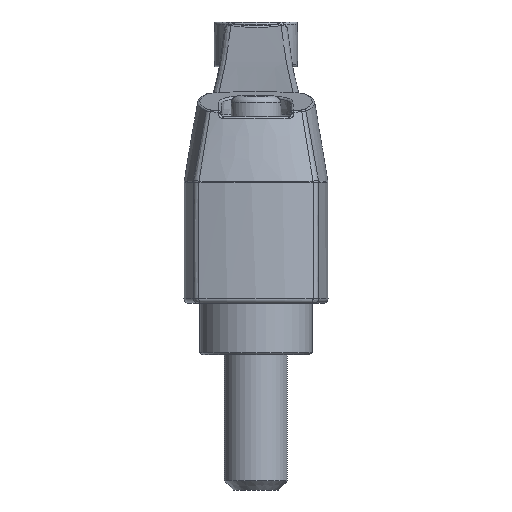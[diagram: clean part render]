
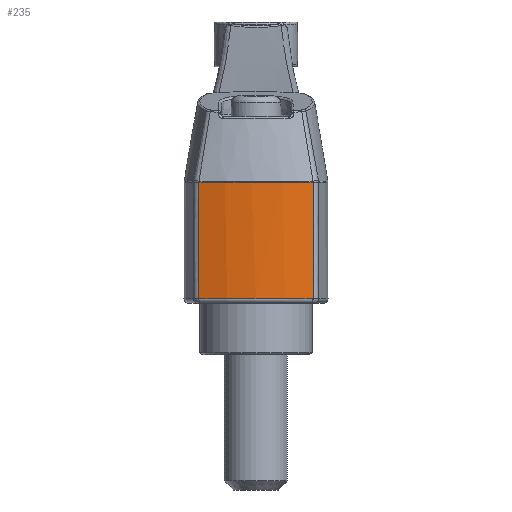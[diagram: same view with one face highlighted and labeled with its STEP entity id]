
A CAD part, left-side view. The second image highlights one B-rep face of the part: STEP entity #235.
In plain terms, the highlighted cylindrical face has radius 39.985 mm (diameter 79.97 mm), a partial arc.
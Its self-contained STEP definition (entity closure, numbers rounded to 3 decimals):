
#235 = ADVANCED_FACE( '', ( #568 ), #569, .T. );
#568 = FACE_OUTER_BOUND( '', #3851, .T. );
#569 = CYLINDRICAL_SURFACE( '', #3852, 39.985 );
#3851 = EDGE_LOOP( '', ( #12281, #12282, #12283, #12284 ) );
#3852 = AXIS2_PLACEMENT_3D( '', #12285, #12286, #12287 );
#12281 = ORIENTED_EDGE( '', *, *, #13098, .T. );
#12282 = ORIENTED_EDGE( '', *, *, #13008, .T. );
#12283 = ORIENTED_EDGE( '', *, *, #13099, .T. );
#12284 = ORIENTED_EDGE( '', *, *, #13100, .T. );
#12285 = CARTESIAN_POINT( '', ( 23.985, 0., 0. ) );
#12286 = DIRECTION( '', ( 0., 0., 1. ) );
#12287 = DIRECTION( '', ( -1., 0., 0. ) );
#13008 = EDGE_CURVE( '', #13505, #13519, #13521, .F. );
#13098 = EDGE_CURVE( '', #13660, #13505, #13661, .T. );
#13099 = EDGE_CURVE( '', #13519, #13662, #13663, .T. );
#13100 = EDGE_CURVE( '', #13662, #13660, #13664, .T. );
#13505 = VERTEX_POINT( '', #14901 );
#13519 = VERTEX_POINT( '', #15012 );
#13521 = CIRCLE( '', #15019, 39.985 );
#13660 = VERTEX_POINT( '', #16465 );
#13661 = B_SPLINE_CURVE_WITH_KNOTS( '', 3, ( #16466, #16467, #16468, #16469 ), .UNSPECIFIED., .F., .F., ( 4, 4 ), ( 0.006, 0.963 ), .UNSPECIFIED. );
#13662 = VERTEX_POINT( '', #16470 );
#13663 = B_SPLINE_CURVE_WITH_KNOTS( '', 3, ( #16471, #16472, #16473, #16474 ), .UNSPECIFIED., .F., .F., ( 4, 4 ), ( 0.037, 0.994 ), .UNSPECIFIED. );
#13664 = B_SPLINE_CURVE_WITH_KNOTS( '', 3, ( #16475, #16476, #16477, #16478, #16479, #16480, #16481, #16482, #16483, #16484, #16485, #16486, #16487, #16488, #16489, #16490, #16491, #16492, #16493, #16494, #16495, #16496, #16497, #16498, #16499, #16500, #16501, #16502, #16503, #16504, #16505, #16506, #16507, #16508, #16509, #16510, #16511, #16512, #16513, #16514 ), .UNSPECIFIED., .F., .F., ( 4, 1, 2, 2, 2, 2, 2, 2, 2, 2, 2, 2, 2, 2, 2, 1, 2, 2, 2, 2, 4 ), ( 0., 0.001, 0.002, 0.003, 0.005, 0.006, 0.007, 0.008, 0.01, 0.011, 0.013, 0.014, 0.016, 0.018, 0.018, 0.019, 0.021, 0.022, 0.022, 0.024, 0.026 ), .UNSPECIFIED. );
#14901 = CARTESIAN_POINT( '', ( -13.938, 12.675, 1. ) );
#15012 = CARTESIAN_POINT( '', ( -13.938, -12.675, 1. ) );
#15019 = AXIS2_PLACEMENT_3D( '', #18795, #18796, #18797 );
#16465 = CARTESIAN_POINT( '', ( -13.938, 12.675, 26.844 ) );
#16466 = CARTESIAN_POINT( '', ( -13.938, 12.675, 26.844 ) );
#16467 = CARTESIAN_POINT( '', ( -13.938, 12.675, 18.23 ) );
#16468 = CARTESIAN_POINT( '', ( -13.938, 12.675, 9.615 ) );
#16469 = CARTESIAN_POINT( '', ( -13.938, 12.675, 1. ) );
#16470 = CARTESIAN_POINT( '', ( -13.938, -12.675, 26.844 ) );
#16471 = CARTESIAN_POINT( '', ( -13.938, -12.675, 1. ) );
#16472 = CARTESIAN_POINT( '', ( -13.938, -12.675, 9.615 ) );
#16473 = CARTESIAN_POINT( '', ( -13.938, -12.675, 18.23 ) );
#16474 = CARTESIAN_POINT( '', ( -13.938, -12.675, 26.844 ) );
#16475 = CARTESIAN_POINT( '', ( -13.938, -12.675, 26.844 ) );
#16476 = CARTESIAN_POINT( '', ( -14.024, -12.418, 26.845 ) );
#16477 = CARTESIAN_POINT( '', ( -14.19, -11.903, 26.847 ) );
#16478 = CARTESIAN_POINT( '', ( -14.346, -11.386, 26.848 ) );
#16479 = CARTESIAN_POINT( '', ( -14.571, -10.61, 26.851 ) );
#16480 = CARTESIAN_POINT( '', ( -14.71, -10.09, 26.852 ) );
#16481 = CARTESIAN_POINT( '', ( -14.967, -9.048, 26.855 ) );
#16482 = CARTESIAN_POINT( '', ( -15.084, -8.525, 26.856 ) );
#16483 = CARTESIAN_POINT( '', ( -15.299, -7.475, 26.859 ) );
#16484 = CARTESIAN_POINT( '', ( -15.395, -6.949, 26.86 ) );
#16485 = CARTESIAN_POINT( '', ( -15.524, -6.157, 26.861 ) );
#16486 = CARTESIAN_POINT( '', ( -15.564, -5.892, 26.861 ) );
#16487 = CARTESIAN_POINT( '', ( -15.64, -5.362, 26.862 ) );
#16488 = CARTESIAN_POINT( '', ( -15.675, -5.097, 26.863 ) );
#16489 = CARTESIAN_POINT( '', ( -15.772, -4.3, 26.864 ) );
#16490 = CARTESIAN_POINT( '', ( -15.826, -3.766, 26.864 ) );
#16491 = CARTESIAN_POINT( '', ( -15.913, -2.696, 26.865 ) );
#16492 = CARTESIAN_POINT( '', ( -15.945, -2.16, 26.865 ) );
#16493 = CARTESIAN_POINT( '', ( -15.989, -1.082, 26.866 ) );
#16494 = CARTESIAN_POINT( '', ( -16., -0.542, 26.866 ) );
#16495 = CARTESIAN_POINT( '', ( -16., 0.542, 26.866 ) );
#16496 = CARTESIAN_POINT( '', ( -15.989, 1.082, 26.866 ) );
#16497 = CARTESIAN_POINT( '', ( -15.945, 2.16, 26.865 ) );
#16498 = CARTESIAN_POINT( '', ( -15.913, 2.696, 26.865 ) );
#16499 = CARTESIAN_POINT( '', ( -15.826, 3.766, 26.864 ) );
#16500 = CARTESIAN_POINT( '', ( -15.772, 4.3, 26.864 ) );
#16501 = CARTESIAN_POINT( '', ( -15.675, 5.097, 26.862 ) );
#16502 = CARTESIAN_POINT( '', ( -15.64, 5.362, 26.862 ) );
#16503 = CARTESIAN_POINT( '', ( -15.564, 5.892, 26.861 ) );
#16504 = CARTESIAN_POINT( '', ( -15.443, 6.686, 26.86 ) );
#16505 = CARTESIAN_POINT( '', ( -15.299, 7.475, 26.858 ) );
#16506 = CARTESIAN_POINT( '', ( -15.138, 8.262, 26.857 ) );
#16507 = CARTESIAN_POINT( '', ( -15.082, 8.524, 26.856 ) );
#16508 = CARTESIAN_POINT( '', ( -14.964, 9.047, 26.855 ) );
#16509 = CARTESIAN_POINT( '', ( -14.902, 9.308, 26.854 ) );
#16510 = CARTESIAN_POINT( '', ( -14.71, 10.09, 26.852 ) );
#16511 = CARTESIAN_POINT( '', ( -14.571, 10.61, 26.851 ) );
#16512 = CARTESIAN_POINT( '', ( -14.271, 11.645, 26.848 ) );
#16513 = CARTESIAN_POINT( '', ( -14.11, 12.161, 26.846 ) );
#16514 = CARTESIAN_POINT( '', ( -13.938, 12.675, 26.844 ) );
#18795 = CARTESIAN_POINT( '', ( 23.985, 0., 1. ) );
#18796 = DIRECTION( '', ( 0., 0., -1. ) );
#18797 = DIRECTION( '', ( -1., 0., 0. ) );
